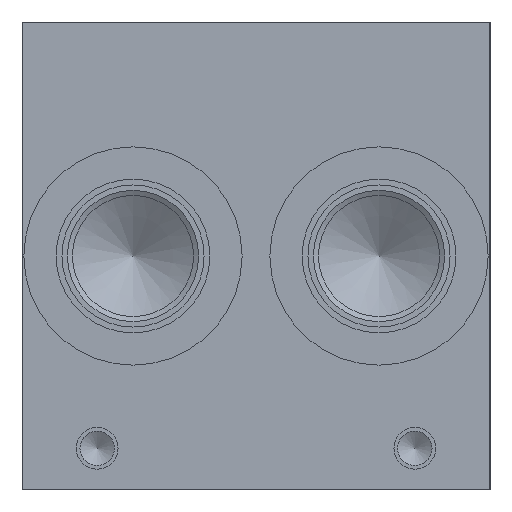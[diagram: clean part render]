
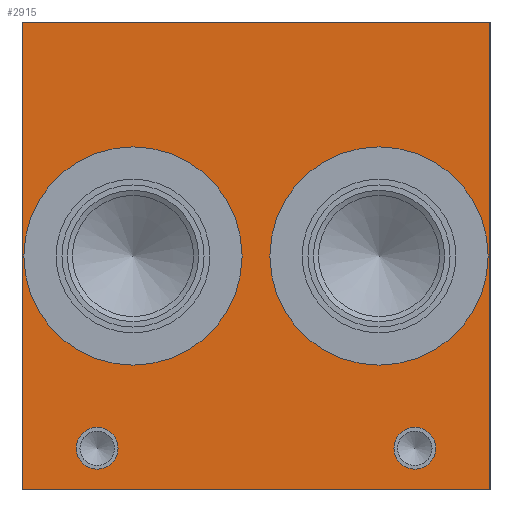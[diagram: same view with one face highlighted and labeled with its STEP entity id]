
A CAD part, left-side view. The second image highlights one B-rep face of the part: STEP entity #2915.
In plain terms, the highlighted planar face has unit normal (-1, 0, 0).
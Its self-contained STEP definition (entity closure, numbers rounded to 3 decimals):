
#284=CARTESIAN_POINT('',(0.0,74.625,11.9));
#285=VERTEX_POINT('',#284);
#286=CARTESIAN_POINT('',(0.0,74.625,7.925));
#287=DIRECTION('',(1.0,0.0,0.0));
#288=DIRECTION('',(0.0,0.0,1.0));
#289=AXIS2_PLACEMENT_3D('',#286,#287,#288);
#290=CIRCLE('',#289,3.975);
#291=EDGE_CURVE('',#285,#285,#290,.T.);
#361=CARTESIAN_POINT('',(0.0,14.275,11.9));
#362=VERTEX_POINT('',#361);
#363=CARTESIAN_POINT('',(0.0,14.275,7.925));
#364=DIRECTION('',(1.0,0.0,0.0));
#365=DIRECTION('',(0.0,0.0,1.0));
#366=AXIS2_PLACEMENT_3D('',#363,#364,#365);
#367=CIRCLE('',#366,3.975);
#368=EDGE_CURVE('',#362,#362,#367,.T.);
#2196=CARTESIAN_POINT('',(0.0,67.818,65.176));
#2197=VERTEX_POINT('',#2196);
#2198=CARTESIAN_POINT('',(0.0,67.818,44.45));
#2199=DIRECTION('',(1.0,0.0,0.0));
#2200=DIRECTION('',(0.0,0.0,1.0));
#2201=AXIS2_PLACEMENT_3D('',#2198,#2199,#2200);
#2202=CIRCLE('',#2201,20.726);
#2203=EDGE_CURVE('',#2197,#2197,#2202,.T.);
#2393=CARTESIAN_POINT('',(0.0,21.082,65.176));
#2394=VERTEX_POINT('',#2393);
#2395=CARTESIAN_POINT('',(0.0,21.082,44.45));
#2396=DIRECTION('',(1.0,0.0,0.0));
#2397=DIRECTION('',(0.0,0.0,1.0));
#2398=AXIS2_PLACEMENT_3D('',#2395,#2396,#2397);
#2399=CIRCLE('',#2398,20.726);
#2400=EDGE_CURVE('',#2394,#2394,#2399,.T.);
#2864=CARTESIAN_POINT('',(0.0,0.0,0.0));
#2865=DIRECTION('',(-1.0,0.0,0.0));
#2866=DIRECTION('',(0.0,0.0,1.0));
#2867=AXIS2_PLACEMENT_3D('',#2864,#2865,#2866);
#2868=PLANE('',#2867);
#2869=CARTESIAN_POINT('',(0.0,0.0,88.9));
#2870=VERTEX_POINT('',#2869);
#2871=CARTESIAN_POINT('',(0.0,88.9,88.9));
#2872=VERTEX_POINT('',#2871);
#2873=CARTESIAN_POINT('',(0.0,0.0,88.9));
#2874=DIRECTION('',(0.0,1.0,0.0));
#2875=VECTOR('',#2874,88.9);
#2876=LINE('',#2873,#2875);
#2877=EDGE_CURVE('',#2870,#2872,#2876,.T.);
#2878=ORIENTED_EDGE('',*,*,#2877,.T.);
#2879=CARTESIAN_POINT('',(0.0,88.9,0.0));
#2880=VERTEX_POINT('',#2879);
#2881=CARTESIAN_POINT('',(0.0,88.9,0.0));
#2882=DIRECTION('',(0.0,0.0,1.0));
#2883=VECTOR('',#2882,88.9);
#2884=LINE('',#2881,#2883);
#2885=EDGE_CURVE('',#2880,#2872,#2884,.T.);
#2886=ORIENTED_EDGE('',*,*,#2885,.F.);
#2887=CARTESIAN_POINT('',(0.0,0.0,0.0));
#2888=VERTEX_POINT('',#2887);
#2889=CARTESIAN_POINT('',(0.0,88.9,0.0));
#2890=DIRECTION('',(0.0,-1.0,0.0));
#2891=VECTOR('',#2890,88.9);
#2892=LINE('',#2889,#2891);
#2893=EDGE_CURVE('',#2880,#2888,#2892,.T.);
#2894=ORIENTED_EDGE('',*,*,#2893,.T.);
#2895=CARTESIAN_POINT('',(0.0,0.0,0.0));
#2896=DIRECTION('',(0.0,0.0,1.0));
#2897=VECTOR('',#2896,88.9);
#2898=LINE('',#2895,#2897);
#2899=EDGE_CURVE('',#2888,#2870,#2898,.T.);
#2900=ORIENTED_EDGE('',*,*,#2899,.T.);
#2901=EDGE_LOOP('',(#2878,#2886,#2894,#2900));
#2902=FACE_OUTER_BOUND('',#2901,.T.);
#2903=ORIENTED_EDGE('',*,*,#291,.T.);
#2904=EDGE_LOOP('',(#2903));
#2905=FACE_BOUND('',#2904,.T.);
#2906=ORIENTED_EDGE('',*,*,#368,.T.);
#2907=EDGE_LOOP('',(#2906));
#2908=FACE_BOUND('',#2907,.T.);
#2909=ORIENTED_EDGE('',*,*,#2203,.T.);
#2910=EDGE_LOOP('',(#2909));
#2911=FACE_BOUND('',#2910,.T.);
#2912=ORIENTED_EDGE('',*,*,#2400,.T.);
#2913=EDGE_LOOP('',(#2912));
#2914=FACE_BOUND('',#2913,.T.);
#2915=ADVANCED_FACE('',(#2902,#2905,#2908,#2911,#2914),#2868,.T.);
